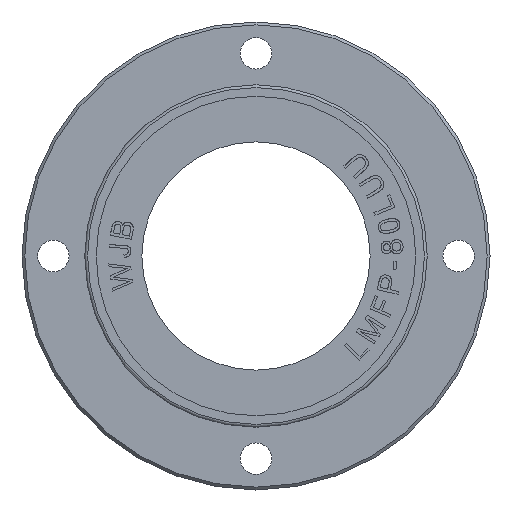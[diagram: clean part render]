
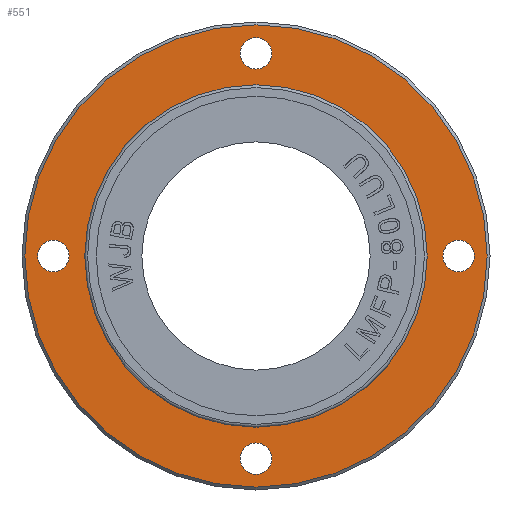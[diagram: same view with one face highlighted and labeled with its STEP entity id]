
A CAD part, left-side view. The second image highlights one B-rep face of the part: STEP entity #551.
In plain terms, the highlighted planar face has unit normal (-1, 0, 0).
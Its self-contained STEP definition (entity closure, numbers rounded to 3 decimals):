
#551=ADVANCED_FACE('',(#1309,#1310,#1311,#1312,#1313,#1314),#916,.T.);
#916=PLANE('',#6783);
#1185=CIRCLE('',#6770,5.5);
#1186=CIRCLE('',#6772,5.5);
#1187=CIRCLE('',#6774,5.5);
#1188=CIRCLE('',#6776,5.5);
#1191=CIRCLE('',#6781,81.);
#1192=CIRCLE('',#6782,59.786);
#1309=FACE_BOUND('',#1446,.T.);
#1310=FACE_BOUND('',#1447,.T.);
#1311=FACE_BOUND('',#1448,.T.);
#1312=FACE_BOUND('',#1449,.T.);
#1313=FACE_BOUND('',#1450,.T.);
#1314=FACE_BOUND('',#1451,.T.);
#1446=EDGE_LOOP('',(#2578));
#1447=EDGE_LOOP('',(#2579));
#1448=EDGE_LOOP('',(#2580));
#1449=EDGE_LOOP('',(#2581));
#1450=EDGE_LOOP('',(#2582));
#1451=EDGE_LOOP('',(#2583));
#2578=ORIENTED_EDGE('',*,*,#4996,.F.);
#2579=ORIENTED_EDGE('',*,*,#4997,.F.);
#2580=ORIENTED_EDGE('',*,*,#4998,.F.);
#2581=ORIENTED_EDGE('',*,*,#4999,.F.);
#2582=ORIENTED_EDGE('',*,*,#5002,.F.);
#2583=ORIENTED_EDGE('',*,*,#5003,.F.);
#4376=VERTEX_POINT('',#9801);
#4377=VERTEX_POINT('',#9804);
#4378=VERTEX_POINT('',#9807);
#4379=VERTEX_POINT('',#9810);
#4382=VERTEX_POINT('',#9818);
#4383=VERTEX_POINT('',#9820);
#4996=EDGE_CURVE('',#4376,#4376,#1185,.T.);
#4997=EDGE_CURVE('',#4377,#4377,#1186,.T.);
#4998=EDGE_CURVE('',#4378,#4378,#1187,.T.);
#4999=EDGE_CURVE('',#4379,#4379,#1188,.T.);
#5002=EDGE_CURVE('',#4382,#4382,#1191,.T.);
#5003=EDGE_CURVE('',#4383,#4383,#1192,.T.);
#6770=AXIS2_PLACEMENT_3D('',#9800,#7351,#7352);
#6772=AXIS2_PLACEMENT_3D('',#9803,#7355,#7356);
#6774=AXIS2_PLACEMENT_3D('',#9806,#7359,#7360);
#6776=AXIS2_PLACEMENT_3D('',#9809,#7363,#7364);
#6781=AXIS2_PLACEMENT_3D('',#9817,#7373,#7374);
#6782=AXIS2_PLACEMENT_3D('',#9819,#7375,#7376);
#6783=AXIS2_PLACEMENT_3D('',#9821,#7377,#7378);
#7351=DIRECTION('',(-1.,0.,0.));
#7352=DIRECTION('',(0.,0.,1.));
#7355=DIRECTION('',(-1.,0.,0.));
#7356=DIRECTION('',(0.,0.,1.));
#7359=DIRECTION('',(-1.,0.,0.));
#7360=DIRECTION('',(0.,0.,1.));
#7363=DIRECTION('',(-1.,0.,0.));
#7364=DIRECTION('',(0.,0.,1.));
#7373=DIRECTION('',(1.,0.,0.));
#7374=DIRECTION('',(0.,0.,-1.));
#7375=DIRECTION('',(-1.,0.,0.));
#7376=DIRECTION('',(0.,0.,1.));
#7377=DIRECTION('',(-1.,0.,0.));
#7378=DIRECTION('',(0.,0.,-1.));
#9800=CARTESIAN_POINT('',(0.,71.,0.));
#9801=CARTESIAN_POINT('',(0.,71.,5.5));
#9803=CARTESIAN_POINT('',(0.,-71.,0.));
#9804=CARTESIAN_POINT('',(0.,-71.,5.5));
#9806=CARTESIAN_POINT('',(0.,0.,71.));
#9807=CARTESIAN_POINT('',(0.,0.,76.5));
#9809=CARTESIAN_POINT('',(0.,0.,-71.));
#9810=CARTESIAN_POINT('',(0.,0.,-65.5));
#9817=CARTESIAN_POINT('',(0.,0.,0.));
#9818=CARTESIAN_POINT('',(0.,0.,-81.));
#9819=CARTESIAN_POINT('',(0.,0.,0.));
#9820=CARTESIAN_POINT('',(0.,0.,59.786));
#9821=CARTESIAN_POINT('',(0.,-67.333,66.));
